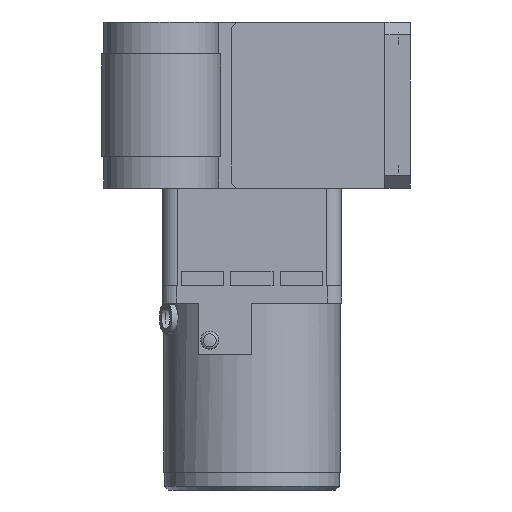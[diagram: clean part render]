
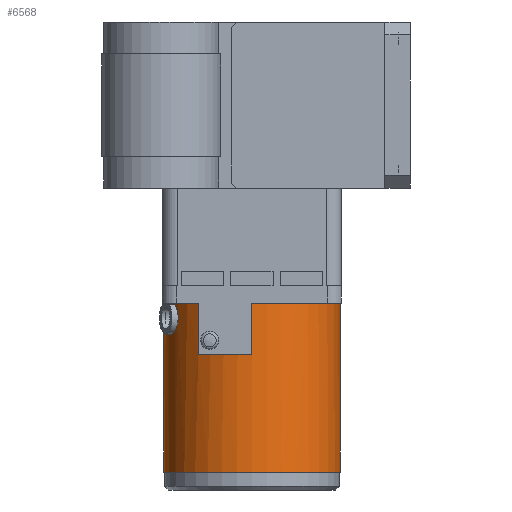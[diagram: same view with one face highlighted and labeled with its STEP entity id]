
A CAD part, front view. The second image highlights one B-rep face of the part: STEP entity #6568.
In plain terms, the highlighted cylindrical face has radius 34.5 mm (diameter 69 mm), a full revolution.
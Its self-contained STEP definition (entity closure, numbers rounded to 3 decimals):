
#14=B_SPLINE_CURVE_WITH_KNOTS('',3,(#10565,#10566,#10567,#10568,#10569,
#10570,#10571,#10572,#10573,#10574,#10575,#10576,#10577,#10578,#10579,#10580,
#10581,#10582,#10583,#10584,#10585,#10586,#10587,#10588,#10589,#10590,#10591,
#10592,#10593,#10594,#10595),.UNSPECIFIED.,.F.,.F.,(4,2,2,2,2,2,2,2,2,2,
2,3,2,2,4),(1.357,1.461,1.705,1.949,
2.192,2.436,2.679,2.923,3.167,
3.41,3.654,3.897,4.141,4.384,
4.489),.UNSPECIFIED.);
#655=LINE('',#10473,#1338);
#661=LINE('',#10507,#1344);
#1338=VECTOR('',#8574,20.);
#1344=VECTOR('',#8612,20.);
#1714=FACE_BOUND('',#2404,.T.);
#1715=FACE_BOUND('',#2405,.T.);
#2005=FACE_OUTER_BOUND('',#2403,.T.);
#2403=EDGE_LOOP('',(#5461));
#2404=EDGE_LOOP('',(#5462,#5463));
#2405=EDGE_LOOP('',(#5464,#5465,#5466,#5467));
#2619=CIRCLE('',#7038,34.5);
#2628=CIRCLE('',#7048,34.5);
#2630=CIRCLE('',#7051,34.5);
#2631=CIRCLE('',#7054,34.5);
#3198=VERTEX_POINT('',#10470);
#3199=VERTEX_POINT('',#10472);
#3200=VERTEX_POINT('',#10476);
#3205=VERTEX_POINT('',#10492);
#3207=VERTEX_POINT('',#10497);
#3208=VERTEX_POINT('',#10498);
#3211=VERTEX_POINT('',#10506);
#4015=EDGE_CURVE('',#3199,#3198,#655,.T.);
#4017=EDGE_CURVE('',#3200,#3199,#2619,.T.);
#4027=EDGE_CURVE('',#3205,#3205,#2628,.T.);
#4029=EDGE_CURVE('',#3207,#3208,#2630,.T.);
#4033=EDGE_CURVE('',#3211,#3200,#661,.T.);
#4035=EDGE_CURVE('',#3198,#3211,#2631,.T.);
#4055=EDGE_CURVE('',#3208,#3207,#14,.T.);
#5461=ORIENTED_EDGE('',*,*,#4027,.T.);
#5462=ORIENTED_EDGE('',*,*,#4029,.T.);
#5463=ORIENTED_EDGE('',*,*,#4055,.T.);
#5464=ORIENTED_EDGE('',*,*,#4035,.T.);
#5465=ORIENTED_EDGE('',*,*,#4033,.T.);
#5466=ORIENTED_EDGE('',*,*,#4017,.T.);
#5467=ORIENTED_EDGE('',*,*,#4015,.T.);
#5939=CYLINDRICAL_SURFACE('',#7095,34.5);
#6568=ADVANCED_FACE('',(#2005,#1714,#1715),#5939,.T.);
#7038=AXIS2_PLACEMENT_3D('',#10477,#8578,#8579);
#7048=AXIS2_PLACEMENT_3D('',#10493,#8599,#8600);
#7051=AXIS2_PLACEMENT_3D('',#10499,#8605,#8606);
#7054=AXIS2_PLACEMENT_3D('',#10510,#8616,#8617);
#7095=AXIS2_PLACEMENT_3D('',#10596,#8698,#8699);
#8574=DIRECTION('',(0.,0.,-1.));
#8578=DIRECTION('center_axis',(0.,0.,
-1.));
#8579=DIRECTION('ref_axis',(0.,-1.,0.));
#8599=DIRECTION('center_axis',(0.,0.,
1.));
#8600=DIRECTION('ref_axis',(0.,-1.,0.));
#8605=DIRECTION('center_axis',(0.,0.,
1.));
#8606=DIRECTION('ref_axis',(0.,-1.,0.));
#8612=DIRECTION('',(0.,0.,1.));
#8616=DIRECTION('center_axis',(0.,0.,
-1.));
#8617=DIRECTION('ref_axis',(0.,-1.,0.));
#8698=DIRECTION('center_axis',(0.,0.,
1.));
#8699=DIRECTION('ref_axis',(0.,-1.,0.));
#10470=CARTESIAN_POINT('',(58.,192.2,-120.));
#10472=CARTESIAN_POINT('',(58.,192.2,-100.));
#10473=CARTESIAN_POINT('',(58.,192.2,-37.43));
#10476=CARTESIAN_POINT('',(37.,199.328,-100.));
#10477=CARTESIAN_POINT('Origin',(58.,226.7,-100.));
#10492=CARTESIAN_POINT('',(58.,192.2,-166.));
#10493=CARTESIAN_POINT('Origin',(58.,226.7,-166.));
#10497=CARTESIAN_POINT('',(24.881,217.037,-100.45));
#10498=CARTESIAN_POINT('',(27.749,210.114,-100.45));
#10499=CARTESIAN_POINT('Origin',(58.,226.7,-100.45));
#10506=CARTESIAN_POINT('',(37.,199.328,-120.));
#10507=CARTESIAN_POINT('',(37.,199.328,-37.43));
#10510=CARTESIAN_POINT('Origin',(58.,226.7,-120.));
#10565=CARTESIAN_POINT('Ctrl Pts',(27.749,210.114,-100.45));
#10566=CARTESIAN_POINT('Ctrl Pts',(27.891,209.853,-100.661));
#10567=CARTESIAN_POINT('Ctrl Pts',(28.027,209.614,-100.894));
#10568=CARTESIAN_POINT('Ctrl Pts',(28.44,208.901,-101.711));
#10569=CARTESIAN_POINT('Ctrl Pts',(28.706,208.474,-102.435));
#10570=CARTESIAN_POINT('Ctrl Pts',(29.064,207.909,-104.023));
#10571=CARTESIAN_POINT('Ctrl Pts',(29.156,207.771,-104.888));
#10572=CARTESIAN_POINT('Ctrl Pts',(29.156,207.771,-106.512));
#10573=CARTESIAN_POINT('Ctrl Pts',(29.064,207.909,-107.377));
#10574=CARTESIAN_POINT('Ctrl Pts',(28.706,208.474,-108.965));
#10575=CARTESIAN_POINT('Ctrl Pts',(28.44,208.901,-109.689));
#10576=CARTESIAN_POINT('Ctrl Pts',(27.862,209.899,-110.832));
#10577=CARTESIAN_POINT('Ctrl Pts',(27.51,210.536,-111.329));
#10578=CARTESIAN_POINT('Ctrl Pts',(26.797,211.96,-111.987));
#10579=CARTESIAN_POINT('Ctrl Pts',(26.437,212.747,-112.15));
#10580=CARTESIAN_POINT('Ctrl Pts',(25.815,214.248,-112.15));
#10581=CARTESIAN_POINT('Ctrl Pts',(25.514,215.059,-111.987));
#10582=CARTESIAN_POINT('Ctrl Pts',(25.011,216.57,-111.329));
#10583=CARTESIAN_POINT('Ctrl Pts',(24.809,217.27,-110.832));
#10584=CARTESIAN_POINT('Ctrl Pts',(24.512,218.384,-109.689));
#10585=CARTESIAN_POINT('Ctrl Pts',(24.398,218.874,-108.965));
#10586=CARTESIAN_POINT('Ctrl Pts',(24.252,219.527,-107.377));
#10587=CARTESIAN_POINT('Ctrl Pts',(24.22,219.689,-106.512));
#10588=CARTESIAN_POINT('Ctrl Pts',(24.22,219.689,-105.7));
#10589=CARTESIAN_POINT('Ctrl Pts',(24.22,219.689,-104.888));
#10590=CARTESIAN_POINT('Ctrl Pts',(24.252,219.527,-104.023));
#10591=CARTESIAN_POINT('Ctrl Pts',(24.398,218.874,-102.435));
#10592=CARTESIAN_POINT('Ctrl Pts',(24.512,218.384,-101.711));
#10593=CARTESIAN_POINT('Ctrl Pts',(24.724,217.587,-100.894));
#10594=CARTESIAN_POINT('Ctrl Pts',(24.798,217.322,-100.661));
#10595=CARTESIAN_POINT('Ctrl Pts',(24.881,217.037,-100.45));
#10596=CARTESIAN_POINT('Origin',(58.,226.7,-37.43));
